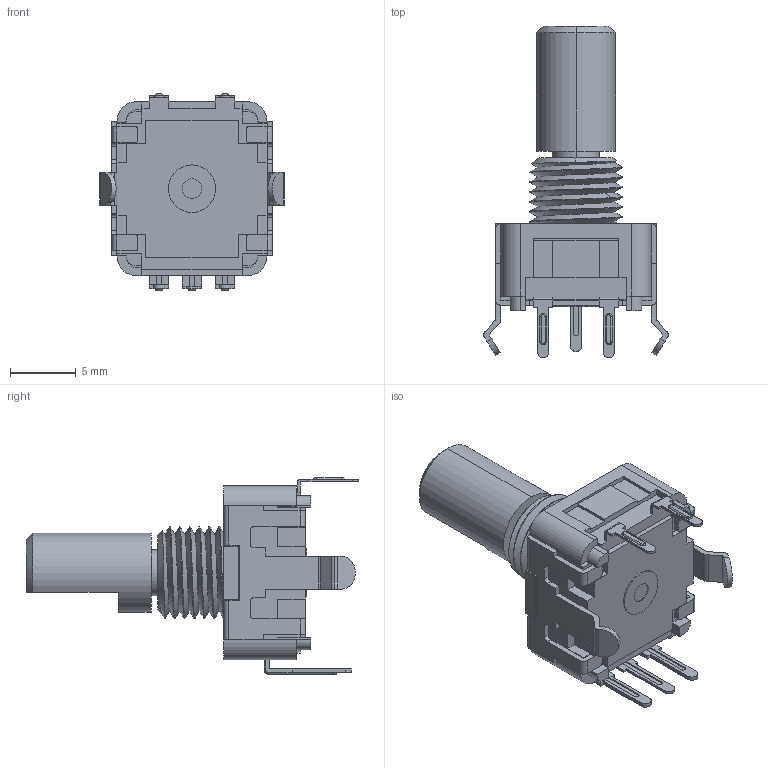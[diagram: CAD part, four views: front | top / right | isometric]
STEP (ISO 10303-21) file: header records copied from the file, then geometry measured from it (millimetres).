
FILE_DESCRIPTION(('STEP AP242'),'1');
FILE_NAME('pec11r-4015f-s0024.stp','2021-02-03T11:01:28',('TraceParts'),('TraceParts S.A.'),'Spatial InterOp 3D',' ',' ');
FILE_SCHEMA(('AP242_MANAGED_MODEL_BASED_3D_ENGINEERING_MIM_LF {1 0 10303 442 1 1 4}'));
Length unit declared in the file: millimetre
Products named in the file (1): pec11r-4015f-s0024
Bounding box: 14 x 25.2 x 14.9 mm (x, y, z)
Volume: 1233.8 mm3; surface area: 1539 mm2
Topology: 1 solids, 2 shells, 451 faces, 1222 edges, 793 vertices
Faces by surface type: plane 284, cylinder 132, torus 20, cone 11, bspline 4
Entity records: 16193 total; most frequent: CARTESIAN_POINT 4645, ORIENTED_EDGE 2444, DIRECTION 2367, EDGE_CURVE 1222, LINE 895, VECTOR 895, VERTEX_POINT 793, AXIS2_PLACEMENT_3D 736
